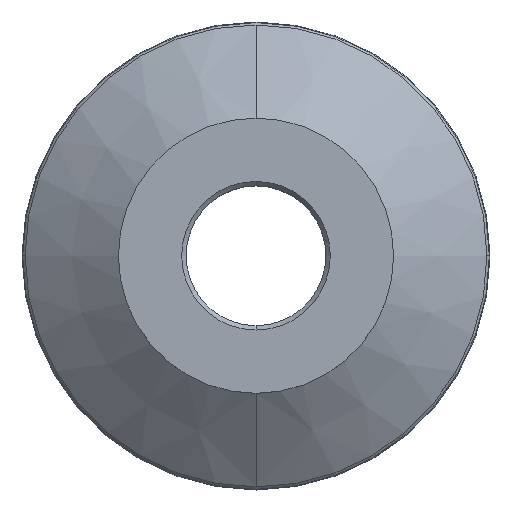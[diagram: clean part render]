
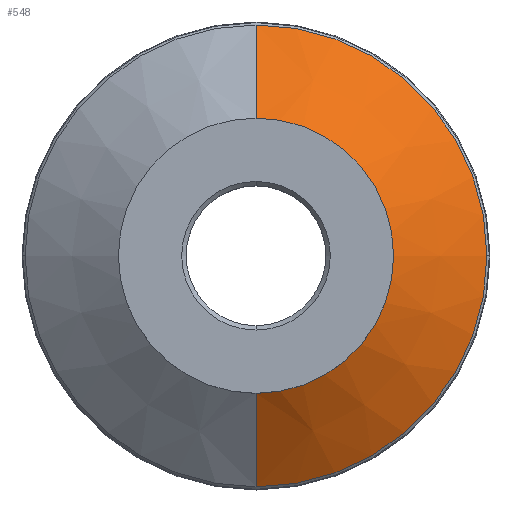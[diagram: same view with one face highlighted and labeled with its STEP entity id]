
A CAD part, top view. The second image highlights one B-rep face of the part: STEP entity #548.
In plain terms, the highlighted conical face has half-angle 54.512 degrees and reference radius 66.948 mm.
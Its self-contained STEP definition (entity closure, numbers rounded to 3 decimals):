
#320=EDGE_CURVE('',#636,#706,#860,.T.);
#336=EDGE_CURVE('',#552,#706,#880,.T.);
#384=EDGE_CURVE('',#452,#636,#931,.T.);
#452=VERTEX_POINT('',#1007);
#548=ADVANCED_FACE('',(#1113),#1114,.T.);
#552=VERTEX_POINT('',#1118);
#636=VERTEX_POINT('',#1210);
#706=VERTEX_POINT('',#1290);
#744=EDGE_CURVE('',#552,#452,#1333,.T.);
#860=LINE('',#1451,#1452);
#880=CIRCLE('',#1475,50.0);
#931=CIRCLE('',#1545,83.896);
#1007=CARTESIAN_POINT('',(0.0,83.896,-39.168));
#1113=FACE_OUTER_BOUND('',#1774,.T.);
#1114=CONICAL_SURFACE('',#1775,66.948,0.951);
#1118=CARTESIAN_POINT('',(0.0,50.0,-15.0));
#1210=CARTESIAN_POINT('',(0.,-83.896,-39.168));
#1290=CARTESIAN_POINT('',(0.,-50.0,-15.0));
#1333=LINE('',#2043,#2044);
#1451=CARTESIAN_POINT('',(0.,-66.948,-27.084));
#1452=VECTOR('',#2175,1.0);
#1475=AXIS2_PLACEMENT_3D('',#2211,#2212,#2213);
#1545=AXIS2_PLACEMENT_3D('',#2281,#2282,#2283);
#1774=EDGE_LOOP('',(#2538,#2539,#2540,#2541));
#1775=AXIS2_PLACEMENT_3D('',#2542,#2543,#2544);
#2043=CARTESIAN_POINT('',(0.,66.948,-27.084));
#2044=VECTOR('',#2845,1.0);
#2175=DIRECTION('',(0.,0.814,0.581));
#2211=CARTESIAN_POINT('',(0.0,0.0,-15.0));
#2212=DIRECTION('',(0.0,0.0,-1.0));
#2213=DIRECTION('',(0.0,1.0,0.0));
#2281=CARTESIAN_POINT('',(0.0,0.0,-39.168));
#2282=DIRECTION('',(0.0,0.0,-1.0));
#2283=DIRECTION('',(0.0,1.0,0.0));
#2538=ORIENTED_EDGE('',*,*,#744,.F.);
#2539=ORIENTED_EDGE('',*,*,#336,.T.);
#2540=ORIENTED_EDGE('',*,*,#320,.F.);
#2541=ORIENTED_EDGE('',*,*,#384,.F.);
#2542=CARTESIAN_POINT('',(0.0,0.0,-27.084));
#2543=DIRECTION('',(0.0,-0.0,-1.0));
#2544=DIRECTION('',(0.0,1.0,0.0));
#2845=DIRECTION('',(0.,0.814,-0.581));
